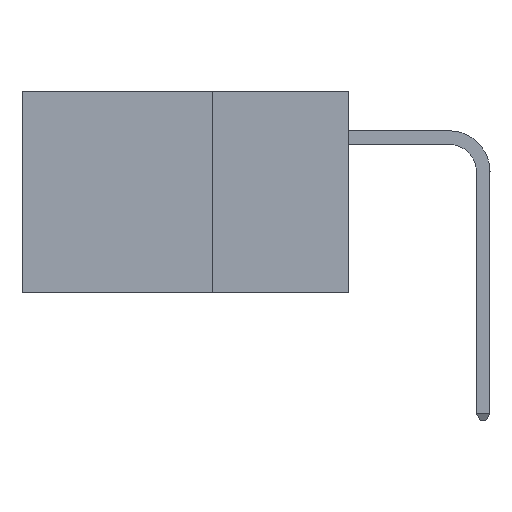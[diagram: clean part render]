
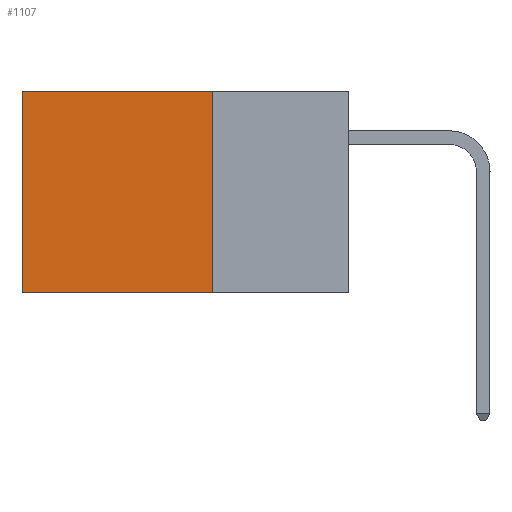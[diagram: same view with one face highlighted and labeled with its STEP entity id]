
A CAD part, left-side view. The second image highlights one B-rep face of the part: STEP entity #1107.
In plain terms, the highlighted planar face has unit normal (-1, 0, 0).
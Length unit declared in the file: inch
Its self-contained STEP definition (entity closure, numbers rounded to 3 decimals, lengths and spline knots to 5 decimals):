
#648 = ORIENTED_EDGE ( 'NONE', *, *, #671, .F. ) ;
#671 = EDGE_CURVE ( 'NONE', #5430, #1879, #11137, .T. ) ;
#1107 = ADVANCED_FACE ( 'NONE', ( #5616 ), #3486, .F. ) ;
#1230 = VERTEX_POINT ( 'NONE', #5008 ) ;
#1408 = VECTOR ( 'NONE', #3383, 39.37008 ) ;
#1504 = LINE ( 'NONE', #8985, #5339 ) ;
#1879 = VERTEX_POINT ( 'NONE', #12298 ) ;
#2162 = AXIS2_PLACEMENT_3D ( 'NONE', #6144, #14727, #12072 ) ;
#2879 = EDGE_LOOP ( 'NONE', ( #5883, #648, #9849, #7454 ) ) ;
#2983 = LINE ( 'NONE', #5859, #5536 ) ;
#3383 = DIRECTION ( 'NONE',  ( 0., 1., 0. ) ) ;
#3486 = PLANE ( 'NONE',  #2162 ) ;
#4971 = DIRECTION ( 'NONE',  ( 0., 1., 0. ) ) ;
#5008 = CARTESIAN_POINT ( 'NONE',  ( 0.2875, 0.25, 0. ) ) ;
#5339 = VECTOR ( 'NONE', #5429, 39.37008 ) ;
#5429 = DIRECTION ( 'NONE',  ( 0., 0., -1. ) ) ;
#5430 = VERTEX_POINT ( 'NONE', #13527 ) ;
#5536 = VECTOR ( 'NONE', #5775, 39.37008 ) ;
#5616 = FACE_OUTER_BOUND ( 'NONE', #2879, .T. ) ;
#5775 = DIRECTION ( 'NONE',  ( 0., 0., -1. ) ) ;
#5859 = CARTESIAN_POINT ( 'NONE',  ( 0.2875, 0.6, 0. ) ) ;
#5883 = ORIENTED_EDGE ( 'NONE', *, *, #7692, .T. ) ;
#6019 = CARTESIAN_POINT ( 'NONE',  ( 0.2875, 0.6, 0. ) ) ;
#6144 = CARTESIAN_POINT ( 'NONE',  ( 0.2875, 0.25, 0. ) ) ;
#6160 = CARTESIAN_POINT ( 'NONE',  ( 0.2875, 0.25, 0. ) ) ;
#6252 = VECTOR ( 'NONE', #4971, 39.37008 ) ;
#7454 = ORIENTED_EDGE ( 'NONE', *, *, #13813, .T. ) ;
#7692 = EDGE_CURVE ( 'NONE', #10638, #1879, #2983, .T. ) ;
#8985 = CARTESIAN_POINT ( 'NONE',  ( 0.2875, 0.25, 0. ) ) ;
#9849 = ORIENTED_EDGE ( 'NONE', *, *, #12870, .F. ) ;
#10638 = VERTEX_POINT ( 'NONE', #6019 ) ;
#11137 = LINE ( 'NONE', #15349, #1408 ) ;
#12072 = DIRECTION ( 'NONE',  ( 0., 0., -1. ) ) ;
#12298 = CARTESIAN_POINT ( 'NONE',  ( 0.2875, 0.6, -0.37 ) ) ;
#12805 = LINE ( 'NONE', #6160, #6252 ) ;
#12870 = EDGE_CURVE ( 'NONE', #1230, #5430, #1504, .T. ) ;
#13527 = CARTESIAN_POINT ( 'NONE',  ( 0.2875, 0.25, -0.37 ) ) ;
#13813 = EDGE_CURVE ( 'NONE', #1230, #10638, #12805, .T. ) ;
#14727 = DIRECTION ( 'NONE',  ( 1., 0., 0. ) ) ;
#15349 = CARTESIAN_POINT ( 'NONE',  ( 0.2875, 0.25, -0.37 ) ) ;
